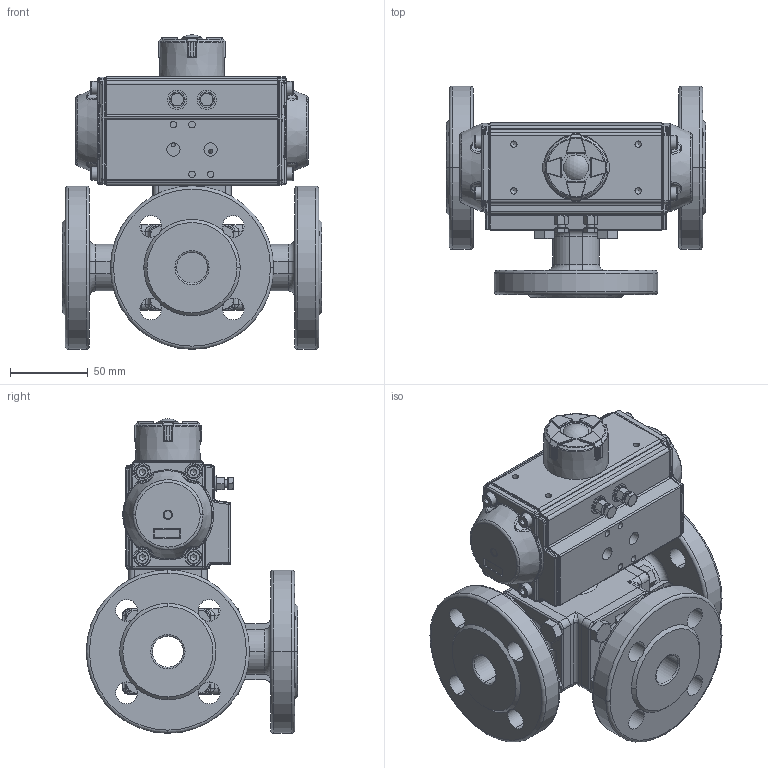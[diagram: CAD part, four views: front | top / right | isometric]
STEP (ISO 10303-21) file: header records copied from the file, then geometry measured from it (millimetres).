
FILE_DESCRIPTION(/* description */ ('Unknown'),/* implementation_level */ '2;1');
FILE_NAME(/* name */ 'PD02 9342_9343-05',/* time_stamp */ '2025-03-21T07:57:24+01:00',/* author */ ('Unknown'),/* organization */ ('Unknown'),/* preprocessor_version */ 'ST-DEVELOPER v19.4',/* originating_system */ 'Solid Edge',/* authorisation */ 'Unknown');
FILE_SCHEMA (('AUTOMOTIVE_DESIGN {1 0 10303 214 3 1 1}'));
Products named in the file (23): PD02 9342_9343-05; 9342_9343-05; 概极; 概裔; 概裝; MV-85 NUT DN25; Nut Stopper; 蟈諉蹟邡; PD02_PE01; vt50-2016-06-25; hex bolt gradeab_din_ISO 4014 - M5 x 25 x 16-N; huosai50; vt50-2016-06-25 _______MIR; zhou50; VTE50____; plain washers-n series-grade a gb_GB_FASTENER_WASHER_PWNA 5; hex nut gradec_din_Hexagon Nut ISO 4034 - M5 - N; Optische Anzeige; ______; ________(___________; cup head nib bolts with large head gb_GB_FASTENER_BOLT_CHNBW M6X25-N; socket head cap screw_din_DIN 912 M5 x 16 --- 16N; DIN 933 M6x16 A2-70 BLK_EDST
Assembly tree (52 placements, depth 4):
  PD02 9342_9343-05
    9342_9343-05
      概极
      概裔  x3
      概裝
      MV-85 NUT DN25
      Nut Stopper
      蟈諉蹟邡  x12
    PD02_PE01
      vt50-2016-06-25
      hex bolt gradeab_din_ISO 4014 - M5 x 25 x 16-N  x2
      huosai50  x2
      vt50-2016-06-25 _______MIR
      zhou50
      VTE50____
      plain washers-n series-grade a gb_GB_FASTENER_WASHER_PWNA 5  x2
      hex nut gradec_din_Hexagon Nut ISO 4034 - M5 - N  x2
      Optische Anzeige
        ______
        ________(___________  x4
        cup head nib bolts with large head gb_GB_FASTENER_BOLT_CHNBW M6X25-N
      socket head cap screw_din_DIN 912 M5 x 16 --- 16N  x8
    DIN 933 M6x16 A2-70 BLK_EDST  x4
Bounding box: 167 x 136 x 202.31 mm (x, y, z)
Volume: 1028067.9 mm3; surface area: 313361.8 mm2
Topology: 49 solids, 49 shells, 3459 faces, 8604 edges, 5373 vertices
Faces by surface type: plane 1295, cylinder 990, bspline 463, torus 359, cone 323, sphere 29
Full cylindrical faces by diameter (mm): 2.5 x2, 3 x16, 3.3 x8, 4.134 x20, 4.2 x2, 4.66 x1, 4.917 x7, 5 x12, 5.3 x2, 5.5 x1, 6 x5, 6.2 x1, 8 x2, 8.5 x8, 8.566 x2, 10 x8, 11 x1, 11.4 x1, 12 x2, 12.5 x2, 12.9 x1, 13 x12, 13.5 x2, 14 x5, 16.5 x2, 21.2 x1, 21.4 x1, 22.5 x1, 25 x4, 38.5 x1
Entity records: 87994 total; most frequent: CARTESIAN_POINT 35222, ORIENTED_EDGE 11182, DIRECTION 9738, EDGE_CURVE 5591, VERTEX_POINT 3695, AXIS2_PLACEMENT_3D 3687, FACE_BOUND 2858, EDGE_LOOP 2837
